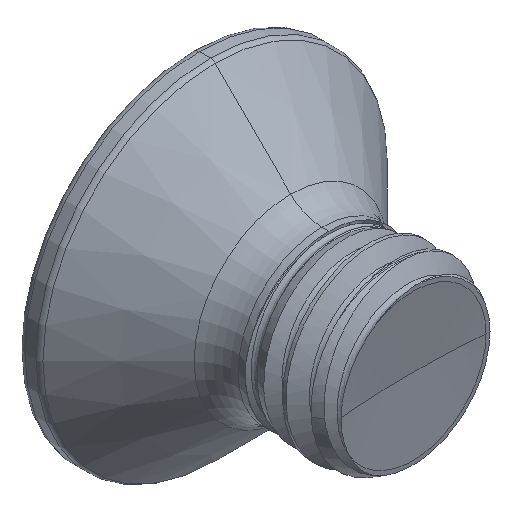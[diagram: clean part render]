
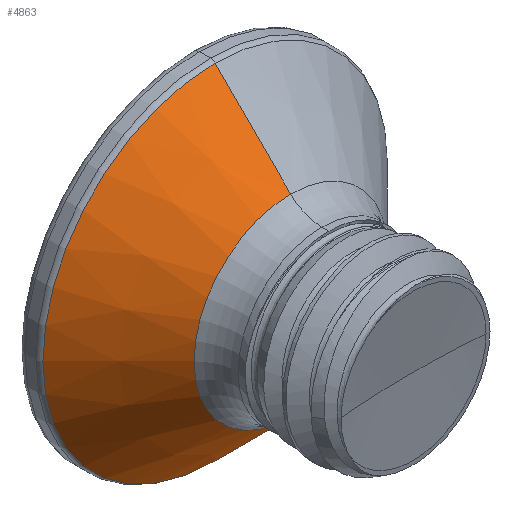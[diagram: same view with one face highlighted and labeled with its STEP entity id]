
A CAD part, isometric view. The second image highlights one B-rep face of the part: STEP entity #4863.
In plain terms, the highlighted conical face has half-angle 45 degrees and reference radius 4.381 mm.
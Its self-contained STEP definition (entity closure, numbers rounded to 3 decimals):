
#135 = ORIENTED_EDGE ( 'NONE', *, *, #1570, .F. ) ;
#153 = ORIENTED_EDGE ( 'NONE', *, *, #1532, .T. ) ;
#155 = ORIENTED_EDGE ( 'NONE', *, *, #1589, .T. ) ;
#162 = ORIENTED_EDGE ( 'NONE', *, *, #2511, .F. ) ;
#567 = AXIS2_PLACEMENT_3D ( 'NONE', #1293, #1245, #1232 ) ;
#835 = AXIS2_PLACEMENT_3D ( 'NONE', #3707, #3694, #3692 ) ;
#853 = VERTEX_POINT ( 'NONE', #6583 ) ;
#1066 = AXIS2_PLACEMENT_3D ( 'NONE', #8468, #8564, #8576 ) ;
#1232 = DIRECTION ( 'NONE',  ( 0., 0., 1. ) ) ;
#1245 = DIRECTION ( 'NONE',  ( 0., 1., 0. ) ) ;
#1293 = CARTESIAN_POINT ( 'NONE',  ( 0., 3.058, 0. ) ) ;
#1532 = EDGE_CURVE ( 'NONE', #1617, #853, #2906, .T. ) ;
#1570 = EDGE_CURVE ( 'NONE', #1617, #4700, #8236, .T. ) ;
#1589 = EDGE_CURVE ( 'NONE', #853, #1835, #2433, .T. ) ;
#1617 = VERTEX_POINT ( 'NONE', #2603 ) ;
#1835 = VERTEX_POINT ( 'NONE', #6651 ) ;
#2433 = LINE ( 'NONE', #2695, #9113 ) ;
#2511 = EDGE_CURVE ( 'NONE', #4700, #1835, #7474, .T. ) ;
#2603 = CARTESIAN_POINT ( 'NONE',  ( 0., 3.058, -4.381 ) ) ;
#2642 = FACE_OUTER_BOUND ( 'NONE', #3691, .T. ) ;
#2645 = DIRECTION ( 'NONE',  ( 0., 0.707, 0.707 ) ) ;
#2695 = CARTESIAN_POINT ( 'NONE',  ( 0., 3.058, 4.381 ) ) ;
#2878 = DIRECTION ( 'NONE',  ( 0., 0.707, -0.707 ) ) ;
#2906 = CIRCLE ( 'NONE', #1066, 4.381 ) ;
#2946 = CARTESIAN_POINT ( 'NONE',  ( 0., 3.058, -4.381 ) ) ;
#3691 = EDGE_LOOP ( 'NONE', ( #135, #153, #155, #162 ) ) ;
#3692 = DIRECTION ( 'NONE',  ( 0., 0., 1. ) ) ;
#3694 = DIRECTION ( 'NONE',  ( 0., 1., 0. ) ) ;
#3707 = CARTESIAN_POINT ( 'NONE',  ( 0., 6.485, 0. ) ) ;
#3824 = CARTESIAN_POINT ( 'NONE',  ( 0., 6.485, -7.807 ) ) ;
#4700 = VERTEX_POINT ( 'NONE', #3824 ) ;
#4863 = ADVANCED_FACE ( 'NONE', ( #2642 ), #6795, .T. ) ;
#6583 = CARTESIAN_POINT ( 'NONE',  ( 0., 3.058, 4.381 ) ) ;
#6651 = CARTESIAN_POINT ( 'NONE',  ( 0., 6.485, 7.807 ) ) ;
#6795 = CONICAL_SURFACE ( 'NONE', #567, 4.381, 0.785 ) ;
#6808 = VECTOR ( 'NONE', #2878, 1000. ) ;
#7474 = CIRCLE ( 'NONE', #835, 7.807 ) ;
#8236 = LINE ( 'NONE', #2946, #6808 ) ;
#8468 = CARTESIAN_POINT ( 'NONE',  ( 0., 3.058, 0. ) ) ;
#8564 = DIRECTION ( 'NONE',  ( 0., 1., 0. ) ) ;
#8576 = DIRECTION ( 'NONE',  ( 0., 0., 1. ) ) ;
#9113 = VECTOR ( 'NONE', #2645, 1000. ) ;
